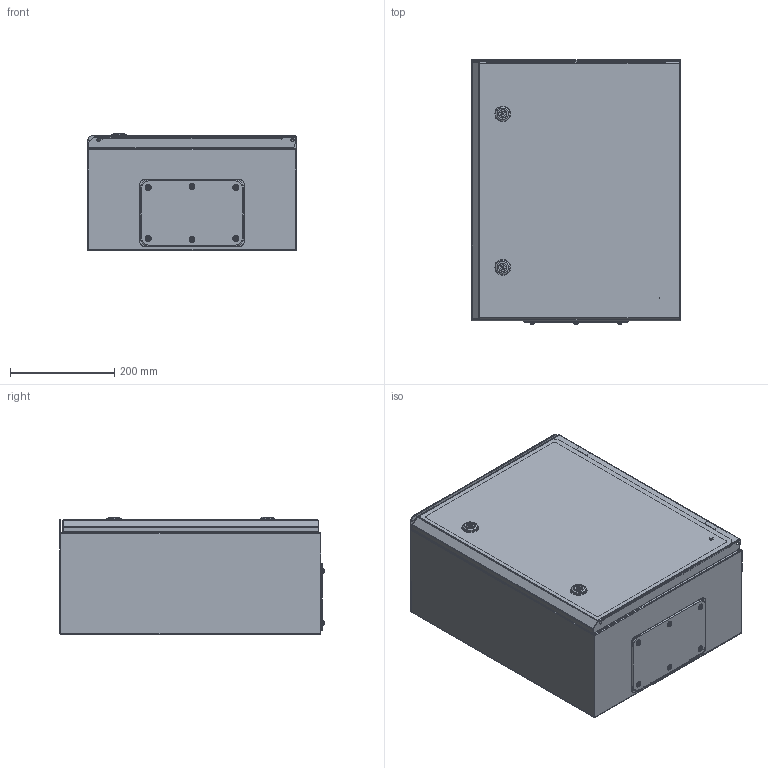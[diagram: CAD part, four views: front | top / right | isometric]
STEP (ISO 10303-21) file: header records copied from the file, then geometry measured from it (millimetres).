
FILE_DESCRIPTION (( 'STEP AP203' ), '1' );
FILE_NAME ('ÌÈ-2019.00.00.000 ÙÌÏã (ÙÐÍÌ-2) 50õ40õ22 IP65 PROxima.STEP', '2021-04-22T12:29:54', ( '' ), ( '' ), 'SwSTEP 2.0', 'SolidWorks 2021', '' );
FILE_SCHEMA (( 'CONFIG_CONTROL_DESIGN' ));
Length unit declared in the file: millimetre
Products named in the file (23): ﾌﾈ-2019.02.00.001 ﾄ粢; ÌÈ-2019.01.01.001 Ñòåíêà çàäíÿÿ; Íàâåñêà íà êîðïóñ ïîä êëåïêó; Îñü ïåòëè 4õ52_‚¨­â A.M4x0,5x40 ƒŽ‘’ 11644-75; ÌÈ-2019.01.01.000 Ñòåíêà çàäíÿÿ â ñáîðå ; ÌÈ-2019.00.00.000 ÙÌÏã (ÙÐÍÌ-2) 50õ40õ22 IP65 PROxima; ÓÊ íà äâåðü; ÌÈ-2019.00.00.001 Ïàíåëü ìîíòàæíàÿ; ﾌﾈ-2019.01.00.003 ﾊ鰀靍裲; Øïèëüêà Ì6õ12; hex flange nut_din_Hexagon Flange Nut DIN 6923 - M6 - N; Ïåòëÿ íà äâåðü ï-îáðàçíàÿ; Øïèëüêà ïðèâàðíàÿ Ì6õ20 DIN 13918; ÌÈ-2019.01.00.000 Êîðïóñ â ñáîðå; ﾌﾈ-2000.00.00.000 ﾂ粽蓖鵫 瑙褻 ﾘﾌﾏﾃ; Çàìîê áîëüøîé; ﾌﾈ-2000.00.00.001 ﾂ粽蓖鵫 瑙褻 ﾘﾌﾏﾃ; ÌÈ-2019.01.00.001 Ñòåíêà âåðõíÿÿ_‘â. ­¨¦­ïï ; Çàêëåïêà öèëèíäðè÷åñêàÿ Ì4 ÑÒ-Á ñ âíóòðåííåé ðåçüáîé_Œ8; ÌÈ-2019.01.00.001 Ñòåíêà âåðõíÿÿ; pan head cross recess screw_din_DIN EN ISO 7045 - M4 x 16 - Z - 16N; ÌÈ-2019.02.00.000 Äâåðü â ñáîðå; rivet 02_din_DIN 660-5x8-St-A-2
Assembly tree (48 placements, depth 4):
  ÌÈ-2019.00.00.000 ÙÌÏã (ÙÐÍÌ-2) 50õ40õ22 IP65 PROxima
    ÌÈ-2019.01.00.000 Êîðïóñ â ñáîðå
      ÌÈ-2019.01.01.000 Ñòåíêà çàäíÿÿ â ñáîðå 
        ÌÈ-2019.01.01.001 Ñòåíêà çàäíÿÿ
        Øïèëüêà Ì6õ12
        Øïèëüêà ïðèâàðíàÿ Ì6õ20 DIN 13918  x4
      ÌÈ-2019.01.00.001 Ñòåíêà âåðõíÿÿ
      ÌÈ-2019.01.00.001 Ñòåíêà âåðõíÿÿ_‘â. ­¨¦­ïï 
      Çàêëåïêà öèëèíäðè÷åñêàÿ Ì4 ÑÒ-Á ñ âíóòðåííåé ðåçüáîé_Œ8  x6
      ﾌﾈ-2019.01.00.003 ﾊ鰀靍裲
    ÌÈ-2019.02.00.000 Äâåðü â ñáîðå
      ﾌﾈ-2019.02.00.001 ﾄ粢
      ÓÊ íà äâåðü
      Øïèëüêà Ì6õ12
      Çàìîê áîëüøîé  x2
      Ïåòëÿ íà äâåðü ï-îáðàçíàÿ  x2
    ÌÈ-2019.00.00.001 Ïàíåëü ìîíòàæíàÿ
    Íàâåñêà íà êîðïóñ ïîä êëåïêó  x2
    rivet 02_din_DIN 660-5x8-St-A-2  x4
    Îñü ïåòëè 4õ52_‚¨­â A.M4x0,5x40 ƒŽ‘’ 11644-75  x2
    ﾌﾈ-2000.00.00.000 ﾂ粽蓖鵫 瑙褻 ﾘﾌﾏﾃ
      ﾌﾈ-2000.00.00.001 ﾂ粽蓖鵫 瑙褻 ﾘﾌﾏﾃ
    pan head cross recess screw_din_DIN EN ISO 7045 - M4 x 16 - Z - 16N  x6
    hex flange nut_din_Hexagon Flange Nut DIN 6923 - M6 - N  x6
Bounding box: 400 x 507.52 x 225.54 mm (x, y, z)
Volume: 1354070.2 mm3; surface area: 2309007.7 mm2
Topology: 44 solids, 54 shells, 2415 faces, 6024 edges, 3804 vertices
Faces by surface type: plane 1273, cylinder 412, bspline 402, cone 196, torus 120, sphere 12
Entity records: 37044 total; most frequent: CARTESIAN_POINT 9672, ORIENTED_EDGE 5046, DIRECTION 4870, EDGE_CURVE 2523, AXIS2_PLACEMENT_3D 1626, LINE 1618, VECTOR 1618, VERTEX_POINT 1578
